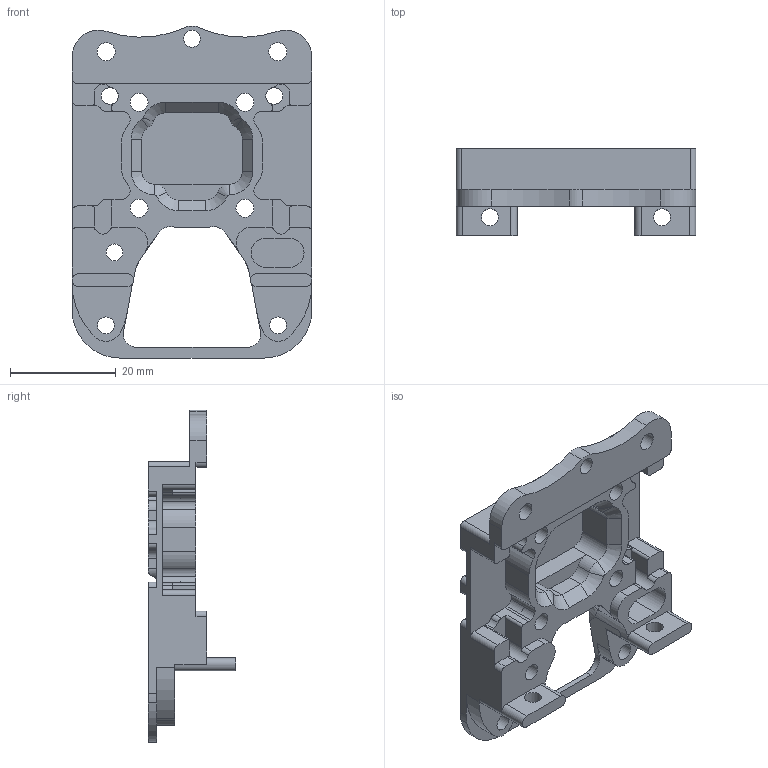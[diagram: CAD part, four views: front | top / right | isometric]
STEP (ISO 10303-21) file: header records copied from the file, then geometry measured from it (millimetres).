
FILE_DESCRIPTION(/* description */ (''),/* implementation_level */ '2;1');
FILE_NAME(/* name */ 'Xol_mono_carriage_3mm_offset v34.step',/* time_stamp */ '2024-01-07T09:16:58-07:00',/* author */ (''),/* organization */ (''),/* preprocessor_version */ 'ST-DEVELOPER v20',/* originating_system */ 'Autodesk Translation Framework v12.14.0.127',/* authorisation */ '');
FILE_SCHEMA (('AUTOMOTIVE_DESIGN { 1 0 10303 214 3 1 1 }'));
Length unit declared in the file: millimetre
Products named in the file (1): Xol_mono_carriage_3mm_offset
Bounding box: 45.26 x 16.5 x 62.67 mm (x, y, z)
Volume: 9882.1 mm3; surface area: 8929.2 mm2
Topology: 1 solids, 1 shells, 288 faces, 829 edges, 541 vertices
Faces by surface type: cylinder 135, plane 111, bspline 28, cone 14
Full cylindrical faces by diameter (mm): 3.2 x8, 3.4 x6, 6 x4
Entity records: 10420 total; most frequent: CARTESIAN_POINT 2684, ORIENTED_EDGE 1658, DIRECTION 1612, EDGE_CURVE 829, AXIS2_PLACEMENT_3D 586, VERTEX_POINT 541, LINE 440, VECTOR 440
